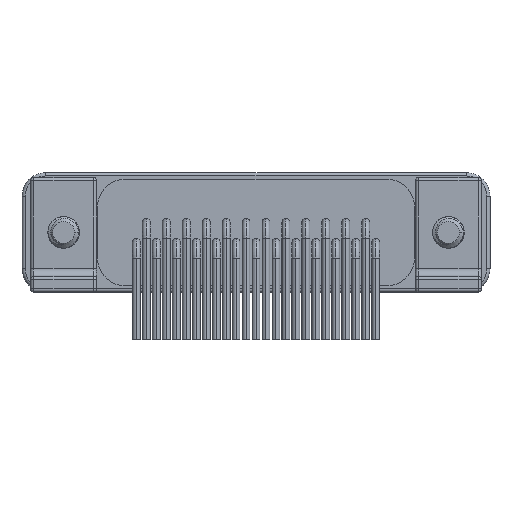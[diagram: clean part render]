
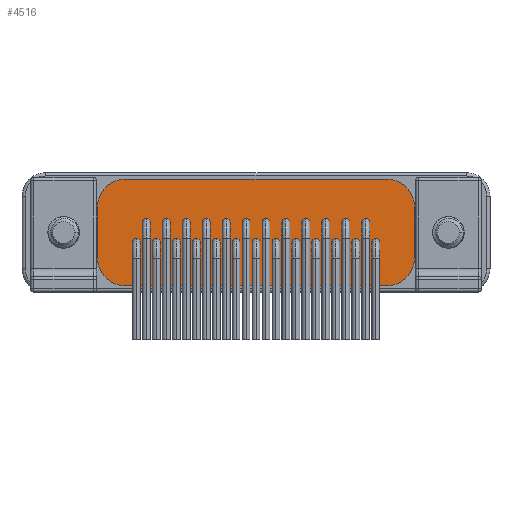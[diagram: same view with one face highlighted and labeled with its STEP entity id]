
A CAD part, front view. The second image highlights one B-rep face of the part: STEP entity #4516.
In plain terms, the highlighted planar face has unit normal (0, -1, 0).
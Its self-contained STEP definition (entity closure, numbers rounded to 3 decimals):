
#1=CARTESIAN_POINT('',(-8.3,0.,1.6));
#2=DIRECTION('',(0.,1.,0.));
#3=DIRECTION('',(-1.,0.,0.));
#4=AXIS2_PLACEMENT_3D('',#1,#2,#3);
#6=CARTESIAN_POINT('',(8.3,0.,1.6));
#7=DIRECTION('',(0.,1.,0.));
#8=DIRECTION('',(0.,0.,1.));
#9=AXIS2_PLACEMENT_3D('',#6,#7,#8);
#11=CARTESIAN_POINT('',(8.3,0.,-1.6));
#12=DIRECTION('',(0.,1.,0.));
#13=DIRECTION('',(1.,0.,0.));
#14=AXIS2_PLACEMENT_3D('',#11,#12,#13);
#16=CARTESIAN_POINT('',(-8.3,0.,-1.6));
#17=DIRECTION('',(0.,1.,0.));
#18=DIRECTION('',(0.,0.,-1.));
#19=AXIS2_PLACEMENT_3D('',#16,#17,#18);
#29=DIRECTION('',(0.,0.,-1.));
#30=VECTOR('',#29,3.2);
#31=CARTESIAN_POINT('',(-10.1,0.,1.6));
#32=LINE('',#31,#30);
#41=DIRECTION('',(1.,0.,0.));
#42=VECTOR('',#41,16.6);
#43=CARTESIAN_POINT('',(-8.3,0.,-3.4));
#44=LINE('',#43,#42);
#245=DIRECTION('',(0.,0.,1.));
#246=VECTOR('',#245,3.2);
#247=CARTESIAN_POINT('',(10.1,0.,-1.6));
#248=LINE('',#247,#246);
#257=DIRECTION('',(-1.,0.,0.));
#258=VECTOR('',#257,16.6);
#259=CARTESIAN_POINT('',(8.3,0.,3.4));
#260=LINE('',#259,#258);
#3429=CARTESIAN_POINT('',(-10.1,0.,1.6));
#3430=CARTESIAN_POINT('',(-8.3,0.,3.4));
#3431=VERTEX_POINT('',#3429);
#3432=VERTEX_POINT('',#3430);
#3433=CARTESIAN_POINT('',(8.3,0.,3.4));
#3434=VERTEX_POINT('',#3433);
#3435=CARTESIAN_POINT('',(10.1,0.,1.6));
#3436=VERTEX_POINT('',#3435);
#3437=CARTESIAN_POINT('',(10.1,0.,-1.6));
#3438=VERTEX_POINT('',#3437);
#3439=CARTESIAN_POINT('',(8.3,0.,-3.4));
#3440=VERTEX_POINT('',#3439);
#3441=CARTESIAN_POINT('',(-8.3,0.,-3.4));
#3442=VERTEX_POINT('',#3441);
#3443=CARTESIAN_POINT('',(-10.1,0.,-1.6));
#3444=VERTEX_POINT('',#3443);
#4493=CARTESIAN_POINT('',(0.,0.,0.));
#4494=DIRECTION('',(0.,1.,0.));
#4495=DIRECTION('',(1.,0.,0.));
#4496=AXIS2_PLACEMENT_3D('',#4493,#4494,#4495);
#4497=PLANE('',#4496);
#4499=ORIENTED_EDGE('',*,*,#4498,.T.);
#4501=ORIENTED_EDGE('',*,*,#4500,.F.);
#4503=ORIENTED_EDGE('',*,*,#4502,.T.);
#4505=ORIENTED_EDGE('',*,*,#4504,.F.);
#4507=ORIENTED_EDGE('',*,*,#4506,.T.);
#4509=ORIENTED_EDGE('',*,*,#4508,.F.);
#4511=ORIENTED_EDGE('',*,*,#4510,.T.);
#4513=ORIENTED_EDGE('',*,*,#4512,.F.);
#4514=EDGE_LOOP('',(#4499,#4501,#4503,#4505,#4507,#4509,#4511,#4513));
#4515=FACE_OUTER_BOUND('',#4514,.F.);
#5=CIRCLE('',#4,1.8);
#10=CIRCLE('',#9,1.8);
#15=CIRCLE('',#14,1.8);
#20=CIRCLE('',#19,1.8);
#4498=EDGE_CURVE('',#3431,#3432,#5,.T.);
#4500=EDGE_CURVE('',#3434,#3432,#260,.T.);
#4502=EDGE_CURVE('',#3434,#3436,#10,.T.);
#4504=EDGE_CURVE('',#3438,#3436,#248,.T.);
#4506=EDGE_CURVE('',#3438,#3440,#15,.T.);
#4508=EDGE_CURVE('',#3442,#3440,#44,.T.);
#4510=EDGE_CURVE('',#3442,#3444,#20,.T.);
#4512=EDGE_CURVE('',#3431,#3444,#32,.T.);
#4516=ADVANCED_FACE('',(#4515),#4497,.F.);
